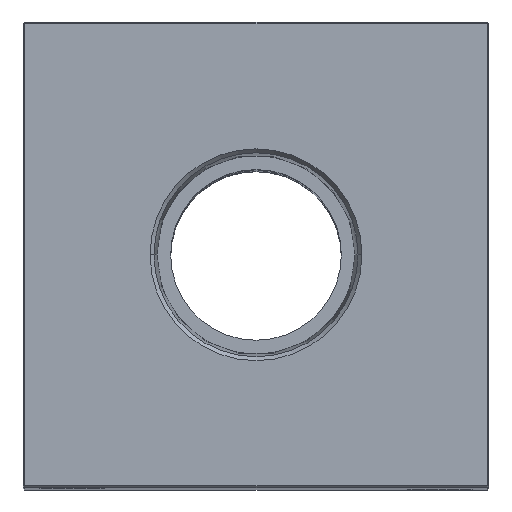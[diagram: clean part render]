
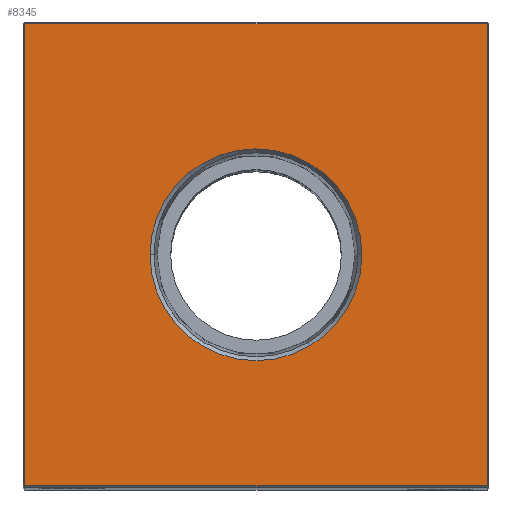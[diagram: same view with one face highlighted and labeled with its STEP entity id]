
A CAD part, top view. The second image highlights one B-rep face of the part: STEP entity #8345.
In plain terms, the highlighted planar face has unit normal (0, 0, 1).
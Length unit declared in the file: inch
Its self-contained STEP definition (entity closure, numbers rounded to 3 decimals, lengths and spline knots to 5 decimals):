
#663 = EDGE_CURVE ( 'NONE', #12162, #14561, #6130, .T. ) ;
#1313 = FACE_BOUND ( 'NONE', #4530, .T. ) ;
#1804 = CIRCLE ( 'NONE', #4355, 0.68248 ) ;
#1870 = VECTOR ( 'NONE', #18086, 39.37008 ) ;
#3794 = DIRECTION ( 'NONE',  ( 1., 0., 0. ) ) ;
#3813 = VECTOR ( 'NONE', #23077, 39.37008 ) ;
#4326 = LINE ( 'NONE', #12465, #19210 ) ;
#4355 = AXIS2_PLACEMENT_3D ( 'NONE', #19362, #13085, #7203 ) ;
#4530 = EDGE_LOOP ( 'NONE', ( #5485, #18132 ) ) ;
#4921 = PLANE ( 'NONE',  #7275 ) ;
#4927 = ORIENTED_EDGE ( 'NONE', *, *, #19603, .T. ) ;
#5485 = ORIENTED_EDGE ( 'NONE', *, *, #7307, .F. ) ;
#6130 = LINE ( 'NONE', #24940, #10211 ) ;
#6523 = DIRECTION ( 'NONE',  ( -1., 0., 0. ) ) ;
#6865 = CIRCLE ( 'NONE', #17932, 0.68248 ) ;
#7203 = DIRECTION ( 'NONE',  ( 1., 0., 0. ) ) ;
#7275 = AXIS2_PLACEMENT_3D ( 'NONE', #9590, #13057, #23469 ) ;
#7307 = EDGE_CURVE ( 'NONE', #10549, #11839, #1804, .T. ) ;
#7782 = ORIENTED_EDGE ( 'NONE', *, *, #663, .T. ) ;
#7786 = VERTEX_POINT ( 'NONE', #16454 ) ;
#8230 = EDGE_CURVE ( 'NONE', #14561, #7786, #22547, .T. ) ;
#8237 = EDGE_LOOP ( 'NONE', ( #19212, #4927, #15779, #7782 ) ) ;
#8345 = ADVANCED_FACE ( 'NONE', ( #23598, #1313 ), #4921, .F. ) ;
#9590 = CARTESIAN_POINT ( 'NONE',  ( 0., 0., 9.25 ) ) ;
#9917 = CARTESIAN_POINT ( 'NONE',  ( -1.49, 1.49, 9.25 ) ) ;
#10211 = VECTOR ( 'NONE', #6523, 39.37008 ) ;
#10348 = CARTESIAN_POINT ( 'NONE',  ( -0.68248, 0., 9.25 ) ) ;
#10549 = VERTEX_POINT ( 'NONE', #20165 ) ;
#11839 = VERTEX_POINT ( 'NONE', #10348 ) ;
#12162 = VERTEX_POINT ( 'NONE', #25407 ) ;
#12465 = CARTESIAN_POINT ( 'NONE',  ( 0., -1.49, 9.25 ) ) ;
#13057 = DIRECTION ( 'NONE',  ( 0., 0., -1. ) ) ;
#13085 = DIRECTION ( 'NONE',  ( 0., 0., 1. ) ) ;
#14267 = VERTEX_POINT ( 'NONE', #15460 ) ;
#14561 = VERTEX_POINT ( 'NONE', #9917 ) ;
#14940 = EDGE_CURVE ( 'NONE', #14267, #12162, #17812, .T. ) ;
#15460 = CARTESIAN_POINT ( 'NONE',  ( 1.49, -1.49, 9.25 ) ) ;
#15779 = ORIENTED_EDGE ( 'NONE', *, *, #14940, .T. ) ;
#15826 = CARTESIAN_POINT ( 'NONE',  ( 1.49, 0., 9.25 ) ) ;
#16216 = DIRECTION ( 'NONE',  ( 0., 0., 1. ) ) ;
#16349 = CARTESIAN_POINT ( 'NONE',  ( 0., 0., 9.25 ) ) ;
#16454 = CARTESIAN_POINT ( 'NONE',  ( -1.49, -1.49, 9.25 ) ) ;
#16681 = CARTESIAN_POINT ( 'NONE',  ( -1.49, 0., 9.25 ) ) ;
#17812 = LINE ( 'NONE', #15826, #1870 ) ;
#17932 = AXIS2_PLACEMENT_3D ( 'NONE', #16349, #16216, #3794 ) ;
#18086 = DIRECTION ( 'NONE',  ( 0., 1., 0. ) ) ;
#18132 = ORIENTED_EDGE ( 'NONE', *, *, #21269, .F. ) ;
#19210 = VECTOR ( 'NONE', #20599, 39.37008 ) ;
#19212 = ORIENTED_EDGE ( 'NONE', *, *, #8230, .T. ) ;
#19362 = CARTESIAN_POINT ( 'NONE',  ( 0., 0., 9.25 ) ) ;
#19603 = EDGE_CURVE ( 'NONE', #7786, #14267, #4326, .T. ) ;
#20165 = CARTESIAN_POINT ( 'NONE',  ( 0.68248, 0., 9.25 ) ) ;
#20599 = DIRECTION ( 'NONE',  ( 1., 0., 0. ) ) ;
#21269 = EDGE_CURVE ( 'NONE', #11839, #10549, #6865, .T. ) ;
#22547 = LINE ( 'NONE', #16681, #3813 ) ;
#23077 = DIRECTION ( 'NONE',  ( 0., -1., 0. ) ) ;
#23469 = DIRECTION ( 'NONE',  ( -1., 0., 0. ) ) ;
#23598 = FACE_OUTER_BOUND ( 'NONE', #8237, .T. ) ;
#24940 = CARTESIAN_POINT ( 'NONE',  ( 0., 1.49, 9.25 ) ) ;
#25407 = CARTESIAN_POINT ( 'NONE',  ( 1.49, 1.49, 9.25 ) ) ;
